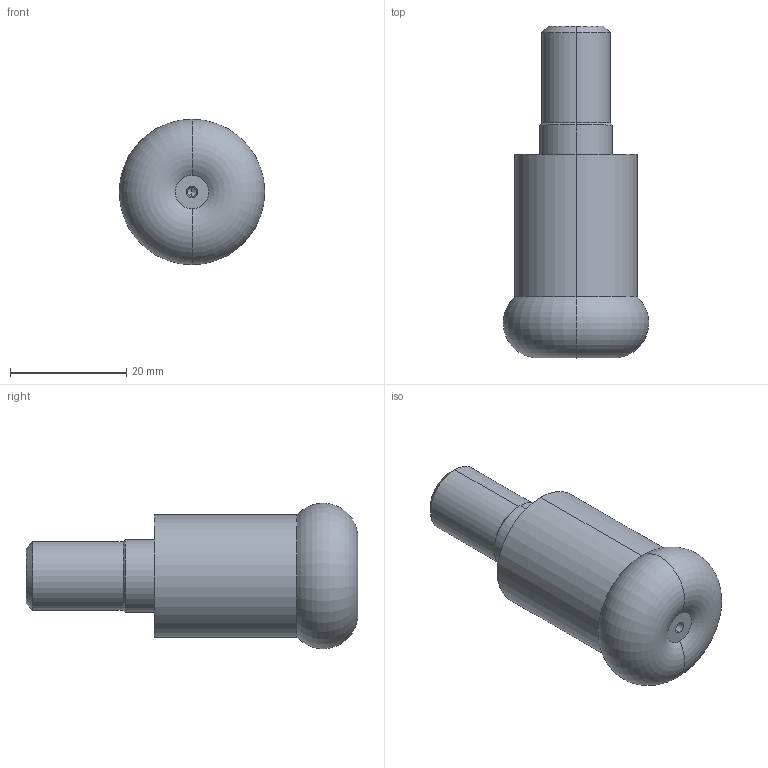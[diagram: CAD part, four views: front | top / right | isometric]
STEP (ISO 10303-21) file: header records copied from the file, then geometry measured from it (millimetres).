
FILE_DESCRIPTION (( 'STEP AP203' ), '1' );
FILE_NAME ('S809-25-35-02-12-.STEP', '2019-04-05T08:18:17', ( '' ), ( '' ), 'SwSTEP 2.0', 'SolidWorks 2018', '' );
FILE_SCHEMA (( 'CONFIG_CONTROL_DESIGN' ));
Length unit declared in the file: millimetre
Products named in the file (1): S809-25-35-02-12-
Bounding box: 25 x 57 x 25 mm (x, y, z)
Volume: 15252.7 mm3; surface area: 3926.1 mm2
Topology: 1 solids, 1 shells, 25 faces, 52 edges, 28 vertices
Faces by surface type: cylinder 10, cone 8, torus 4, plane 3
Entity records: 713 total; most frequent: DIRECTION 130, CARTESIAN_POINT 102, ORIENTED_EDGE 96, AXIS2_PLACEMENT_3D 56, EDGE_CURVE 48, CIRCLE 30, EDGE_LOOP 28, VERTEX_POINT 28
